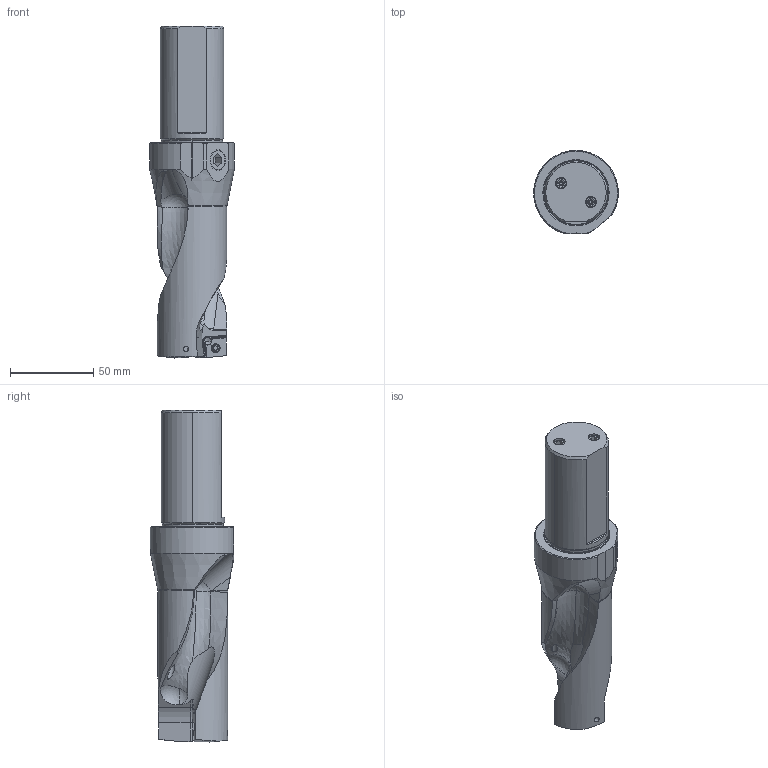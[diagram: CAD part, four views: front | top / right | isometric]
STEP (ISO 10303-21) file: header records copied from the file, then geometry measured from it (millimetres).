
FILE_DESCRIPTION(/* description */ (''),/* implementation_level */ '2;1');
FILE_NAME(/* name */ 'MVX1687X2C150.stp',/* time_stamp */ '2021-04-05T13:01:34+09:00',/* author */ (''),/* organization */ (''),/* preprocessor_version */ 'ST-DEVELOPER v16',/* originating_system */ 'SIEMENS PLM Software NX 10.0',/* authorisation */ '');
FILE_SCHEMA (('AUTOMOTIVE_DESIGN { 1 0 10303 214 3 1 1 1 }'));
Length unit declared in the file: millimetre
Products named in the file (1): MVX1687X2C150_ASM
Bounding box: 50.8 x 49.8 x 198.91 mm (x, y, z)
Volume: 190199.9 mm3; surface area: 40677.5 mm2
Topology: 6 solids, 6 shells, 312 faces, 892 edges, 583 vertices
Faces by surface type: cylinder 116, plane 93, cone 54, torus 21, sphere 17, bspline 9, extrusion 2
Entity records: 15882 total; most frequent: CARTESIAN_POINT 7702, ORIENTED_EDGE 1746, DIRECTION 1644, EDGE_CURVE 873, AXIS2_PLACEMENT_3D 661, VERTEX_POINT 578, EDGE_LOOP 329, VECTOR 322
